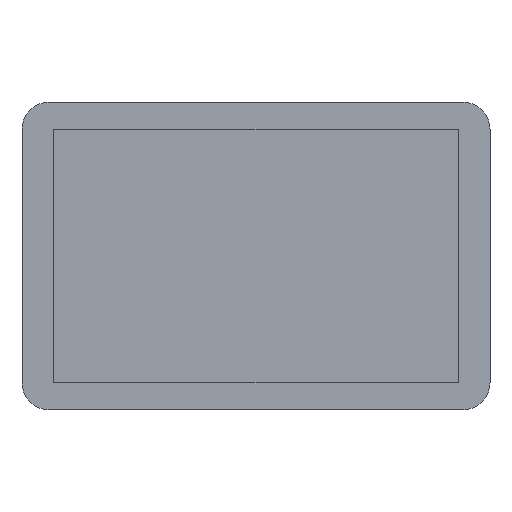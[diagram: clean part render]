
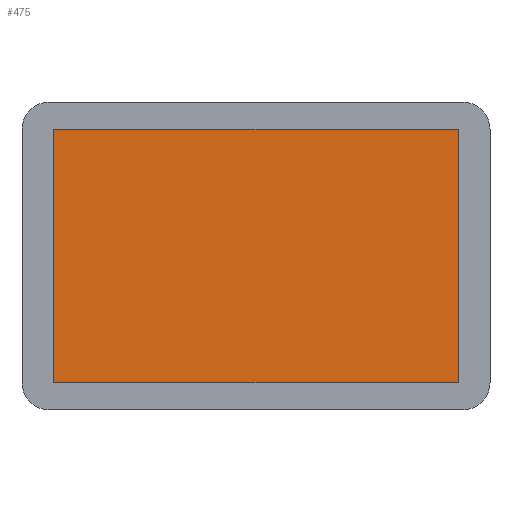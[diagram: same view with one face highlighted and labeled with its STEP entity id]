
A CAD part, front view. The second image highlights one B-rep face of the part: STEP entity #475.
In plain terms, the highlighted planar face has unit normal (0, -1, 0).
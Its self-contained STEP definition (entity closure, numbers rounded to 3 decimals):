
#75=FACE_OUTER_BOUND('',#103,.T.);
#103=EDGE_LOOP('',(#424,#425,#426,#427));
#144=LINE('',#795,#196);
#148=LINE('',#803,#200);
#151=LINE('',#809,#203);
#154=LINE('',#814,#206);
#196=VECTOR('',#660,10.);
#200=VECTOR('',#666,10.);
#203=VECTOR('',#671,10.);
#206=VECTOR('',#676,10.);
#240=VERTEX_POINT('',#793);
#241=VERTEX_POINT('',#794);
#244=VERTEX_POINT('',#802);
#246=VERTEX_POINT('',#808);
#296=EDGE_CURVE('',#240,#241,#144,.T.);
#300=EDGE_CURVE('',#244,#240,#148,.T.);
#303=EDGE_CURVE('',#246,#244,#151,.T.);
#306=EDGE_CURVE('',#241,#246,#154,.T.);
#424=ORIENTED_EDGE('',*,*,#306,.F.);
#425=ORIENTED_EDGE('',*,*,#296,.F.);
#426=ORIENTED_EDGE('',*,*,#300,.F.);
#427=ORIENTED_EDGE('',*,*,#303,.F.);
#449=PLANE('',#550);
#475=ADVANCED_FACE('',(#75),#449,.F.);
#550=AXIS2_PLACEMENT_3D('',#817,#680,#681);
#660=DIRECTION('',(0.,0.,1.));
#666=DIRECTION('',(-1.,0.,0.));
#671=DIRECTION('',(0.,0.,-1.));
#676=DIRECTION('',(1.,0.,0.));
#680=DIRECTION('center_axis',(0.,1.,0.));
#681=DIRECTION('ref_axis',(1.,0.,0.));
#793=CARTESIAN_POINT('',(-59.28,0.,-86.2));
#794=CARTESIAN_POINT('',(-59.28,0.,50.));
#795=CARTESIAN_POINT('',(-59.28,0.,-86.2));
#802=CARTESIAN_POINT('',(158.28,0.,-86.2));
#803=CARTESIAN_POINT('',(158.28,0.,-86.2));
#808=CARTESIAN_POINT('',(158.28,0.,50.));
#809=CARTESIAN_POINT('',(158.28,0.,50.));
#814=CARTESIAN_POINT('',(-59.28,0.,50.));
#817=CARTESIAN_POINT('Origin',(49.5,0.,-18.1));
